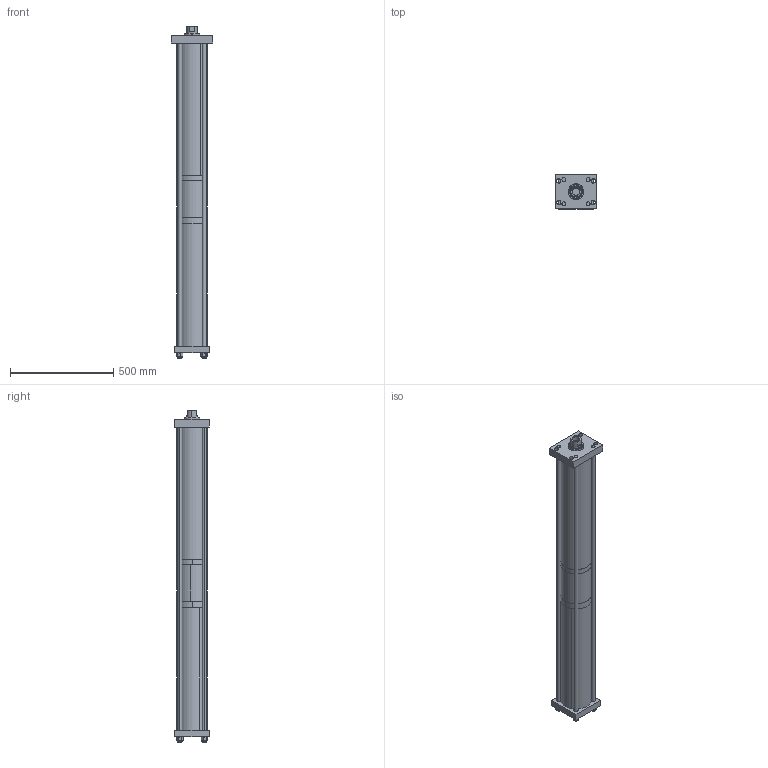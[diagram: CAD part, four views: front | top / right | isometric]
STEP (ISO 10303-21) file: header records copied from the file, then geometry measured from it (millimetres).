
FILE_DESCRIPTION (( 'STEP AP203' ), '1' );
FILE_NAME ('HPI-20-2.00-1.00-FH-2020.STEP', '2020-04-21T18:47:01', ( '' ), ( '' ), 'SwSTEP 2.0', 'SolidWorks 2018', '' );
FILE_SCHEMA (( 'CONFIG_CONTROL_DESIGN' ));
Length unit declared in the file: inch
Products named in the file (12): E2018_2.00-1.00(61.478"); E2011_2.0; E2013; HPI-20-2.00-1.00-FH-2020; EI2014_1.00(23.373"); F1003; G2010; EI2005_2.00-1.00(25.244"); E1064; E1004; E1001_2.0; NLN .75
Assembly tree (17 placements, depth 2):
  HPI-20-2.00-1.00-FH-2020
    E1004
    F1003
    E1001_2.0
    E1064
    NLN .75  x4
    G2010
    E2013
    EI2014_1.00(23.373")
    EI2005_2.00-1.00(25.244")
    E2011_2.0
    E2018_2.00-1.00(61.478")  x4
Bounding box: 203.2 x 165.1 x 1609.17 mm (x, y, z)
Volume: 10984151.7 mm3; surface area: 2031786.6 mm2
Topology: 17 solids, 17 shells, 509 faces, 1187 edges, 644 vertices
Faces by surface type: cylinder 247, plane 134, sphere 49, bspline 48, cone 31
Entity records: 10376 total; most frequent: CARTESIAN_POINT 2303, DIRECTION 1529, ORIENTED_EDGE 1258, AXIS2_PLACEMENT_3D 639, EDGE_CURVE 629, VERTEX_POINT 392, EDGE_LOOP 359, CIRCLE 344
